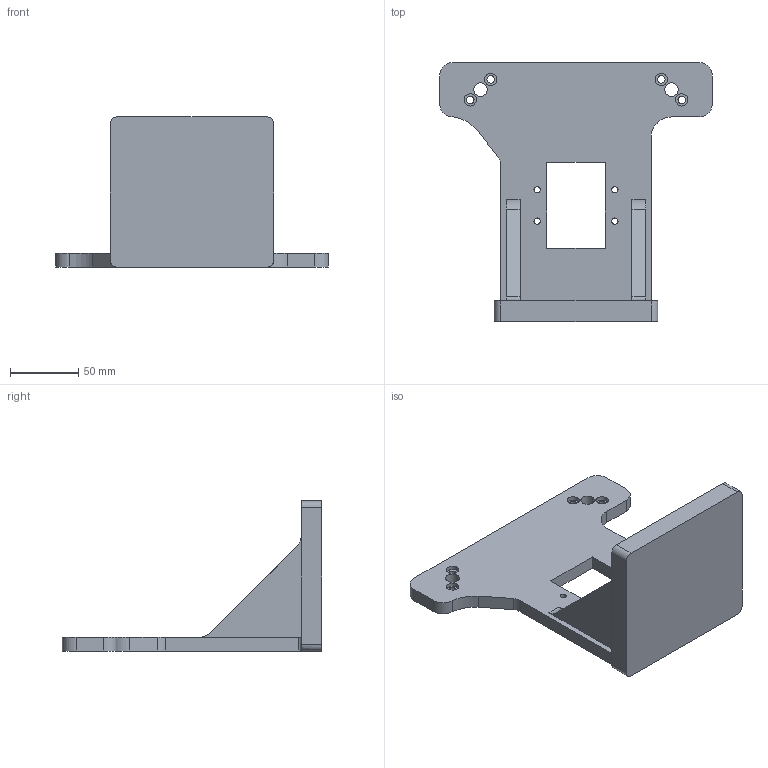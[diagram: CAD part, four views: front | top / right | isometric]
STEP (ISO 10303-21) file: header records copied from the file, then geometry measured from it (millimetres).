
FILE_DESCRIPTION (( 'STEP AP214' ), '1' );
FILE_NAME ('Seitenteil_B_SW2021_neueMaße.STEP', '2022-02-10T09:37:07', ( '' ), ( '' ), 'SwSTEP 2.0', 'SolidWorks 2021', '' );
FILE_SCHEMA (( 'AUTOMOTIVE_DESIGN' ));
Length unit declared in the file: millimetre
Products named in the file (1): Seitenteil_B_SW2021_neueMaße
Bounding box: 200 x 190 x 110 mm (x, y, z)
Volume: 448051.5 mm3; surface area: 91669.6 mm2
Topology: 1 solids, 1 shells, 101 faces, 271 edges, 180 vertices
Faces by surface type: plane 56, cylinder 44, bspline 1
Entity records: 3281 total; most frequent: CARTESIAN_POINT 592, DIRECTION 555, ORIENTED_EDGE 542, EDGE_CURVE 271, AXIS2_PLACEMENT_3D 187, VECTOR 181, LINE 181, VERTEX_POINT 180
